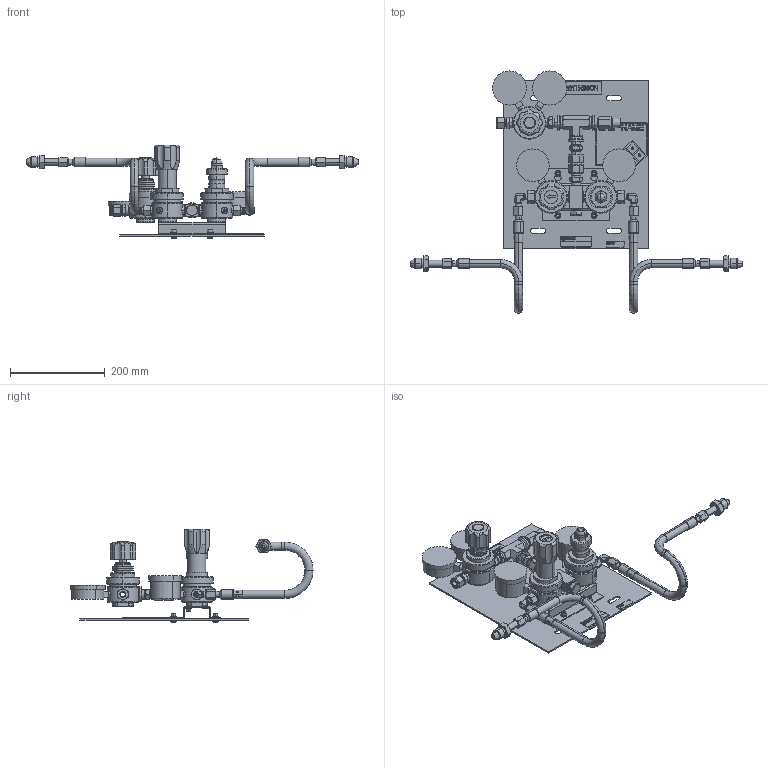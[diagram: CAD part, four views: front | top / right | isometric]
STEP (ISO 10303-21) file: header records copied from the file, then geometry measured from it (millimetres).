
FILE_DESCRIPTION((''),'2;1');
FILE_NAME('MNUM-0102-XX_ASM','2020-07-27T09:11:10',('DLachman'),('MATHESON TRI-GAS'),'CREO PARAMETRIC BY PTC INC, 2018260','CREO PARAMETRIC BY PTC INC, 2018260','');
FILE_SCHEMA(('CONFIG_CONTROL_DESIGN'));
Length unit declared in the file: inch
Products named in the file (46): MPLA-0947-UE; S-0420-2; MPLA-0947-UE_ASM; BRACKET; REGRIGHT; 12CROSSDWG; NEWREG; HANDLE-100; REG-ARROW; KNOB_ASM; HEXAGON_DOMED_CAP_NUT_-_IS_7790; HELICAL_SPRING_LOCK_WASHER_-_AS; HEXAGON_SOCKET_HEAD_CAP_S-12992; NIPPLE3; PLUG; MSRS-1128-BO_1_ASM; MPLU-0074-SA; MSRS-1128-BO_ASM; MBUS-0237-BO; MELB-0018-BO; MHSE-0203-END; MHSE-0203-FLEX001; MHSE-0203-FLEX_ASM; MHSE-0203-LABEL; MHSE-0203-SA_ASM; MHSE-0203-FLEX001_AF0; MHSE-0203-FLEX_AF0_ASM; MHSE-0203-SA_AF0_ASM; MCNN-0805-BA; MCPL-0014-BO; MNIP-0097-BO; MIPS-0094-BO; MTEE-0076-BO; MREG-5044-BA; MGAG-0035-BA; MGAG-0098-BA; MCON-0154-BO; MWAS-0071-SZ; MSCR-0288-SZ; MLBL-0056-QE ...
Assembly tree (67 placements, depth 5):
  MNUM-0102-XX_ASM
    MPLA-0947-UE_ASM
      MPLA-0947-UE
      S-0420-2  x4
    MSRS-1128-BO_ASM
      MSRS-1128-BO_1_ASM
        BRACKET
        REGRIGHT
        12CROSSDWG
        NEWREG
        KNOB_ASM
          HANDLE-100
          REG-ARROW
        HEXAGON_DOMED_CAP_NUT_-_IS_7790
        HELICAL_SPRING_LOCK_WASHER_-_AS  x4
        HEXAGON_SOCKET_HEAD_CAP_S-12992
        NIPPLE3
        PLUG
      MPLU-0074-SA  x2
    MBUS-0237-BO  x2
    MELB-0018-BO  x2
    MHSE-0203-SA_ASM
      MHSE-0203-END  x2
      MHSE-0203-FLEX_ASM
        MHSE-0203-FLEX001
      MHSE-0203-LABEL
    MHSE-0203-SA_AF0_ASM
      MHSE-0203-END  x2
      MHSE-0203-FLEX_AF0_ASM
        MHSE-0203-FLEX001_AF0
      MHSE-0203-LABEL
    MCNN-0805-BA  x2
    MCPL-0014-BO
    MNIP-0097-BO  x2
    MIPS-0094-BO  x2
    MTEE-0076-BO
    MREG-5044-BA
    MGAG-0035-BA
    MGAG-0098-BA
    MCON-0154-BO
    MWAS-0071-SZ  x4
    MSCR-0288-SZ  x4
    MLBL-0056-QE
    MLBL-0204-QE
    MLBL-0179-NEW
    MVLV-1688-BO
    MLBL-0832-QX-BLANK
    MLBL-0655-GAS
Bounding box: 699.26 x 510.08 x 197.56 mm (x, y, z)
Volume: 2090013.3 mm3; surface area: 728377.9 mm2
Topology: 64 solids, 66 shells, 2610 faces, 6731 edges, 4357 vertices
Faces by surface type: plane 1218, cylinder 618, cone 588, extrusion 72, torus 48, bspline 36, sphere 30
Entity records: 70139 total; most frequent: CARTESIAN_POINT 16958, DIRECTION 10877, ORIENTED_EDGE 10870, EDGE_CURVE 5439, AXIS2_PLACEMENT_3D 3882, VERTEX_POINT 3559, VECTOR 3113, LINE 3041
